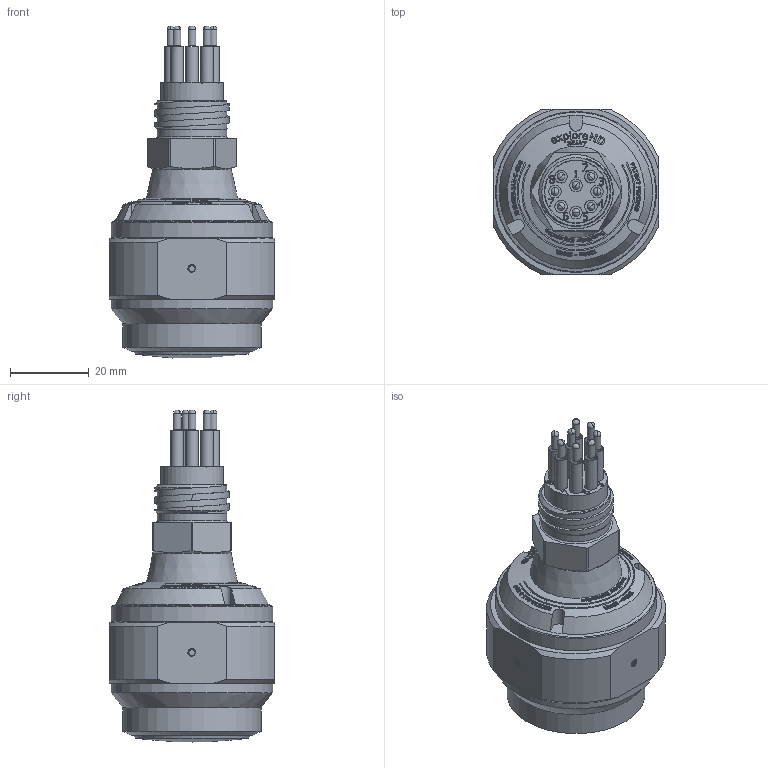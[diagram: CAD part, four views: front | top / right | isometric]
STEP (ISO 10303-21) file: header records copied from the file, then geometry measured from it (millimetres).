
FILE_DESCRIPTION(/* description */ (''),/* implementation_level */ '2;1');
FILE_NAME(/* name */ 'eHD (H) SCS STEP PUBLIC v3.step',/* time_stamp */ '2024-02-07T12:30:06-08:00',/* author */ (''),/* organization */ (''),/* preprocessor_version */ 'ST-DEVELOPER v20',/* originating_system */ 'Autodesk Translation Framework v12.20.1.177',/* authorisation */ '');
FILE_SCHEMA (('AUTOMOTIVE_DESIGN { 1 0 10303 214 3 1 1 }'));
Products named in the file (1): eHD (H) SCS STEP PUBLIC
Bounding box: 42 x 42 x 84.48 mm (x, y, z)
Volume: 59735.2 mm3; surface area: 12047.9 mm2
Topology: 1 solids, 1 shells, 1714 faces, 4698 edges, 3125 vertices
Faces by surface type: bspline 890, plane 673, cylinder 88, sphere 32, cone 30, torus 1
Full cylindrical faces by diameter (mm): 1.623 x8, 1.986 x8, 2.074 x4, 3.175 x8, 15.875 x1, 15.9 x1, 17.628 x1, 17.678 x2, 18.898 x2, 29.5 x1, 35.2 x1, 41 x2
Entity records: 76724 total; most frequent: CARTESIAN_POINT 38827, ORIENTED_EDGE 9396, DIRECTION 5148, EDGE_CURVE 4698, VERTEX_POINT 3125, LINE 2140, VECTOR 2140, EDGE_LOOP 1853
